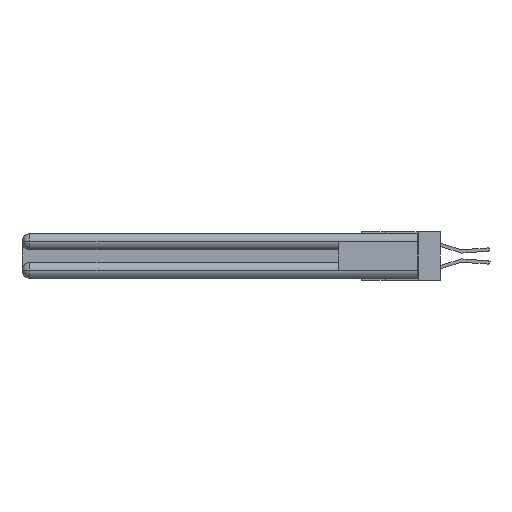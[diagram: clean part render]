
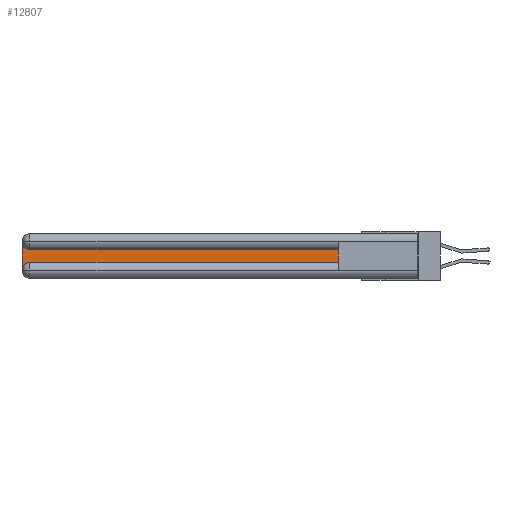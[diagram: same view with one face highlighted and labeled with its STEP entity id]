
A CAD part, left-side view. The second image highlights one B-rep face of the part: STEP entity #12807.
In plain terms, the highlighted planar face has unit normal (-1, 0, 0).
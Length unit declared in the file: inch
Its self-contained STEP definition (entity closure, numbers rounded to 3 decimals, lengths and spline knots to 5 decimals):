
#35 = LINE ( 'NONE', #12819, #16426 ) ;
#275 = AXIS2_PLACEMENT_3D ( 'NONE', #22394, #24683, #18180 ) ;
#3093 = EDGE_LOOP ( 'NONE', ( #27972, #16944, #23089, #13011, #13415, #14489 ) ) ;
#3586 = VECTOR ( 'NONE', #15453, 39.37008 ) ;
#3739 = VERTEX_POINT ( 'NONE', #24244 ) ;
#4060 = VERTEX_POINT ( 'NONE', #12983 ) ;
#6623 = LINE ( 'NONE', #15548, #3586 ) ;
#7730 = DIRECTION ( 'NONE',  ( 0., 0., -1. ) ) ;
#7732 = AXIS2_PLACEMENT_3D ( 'NONE', #23256, #21230, #8125 ) ;
#8125 = DIRECTION ( 'NONE',  ( 0., 0., -1. ) ) ;
#10084 = CIRCLE ( 'NONE', #275, 0.06 ) ;
#11057 = VECTOR ( 'NONE', #7730, 39.37008 ) ;
#12765 = DIRECTION ( 'NONE',  ( 0., 0., -1. ) ) ;
#12807 = ADVANCED_FACE ( 'NONE', ( #21037 ), #14959, .F. ) ;
#12819 = CARTESIAN_POINT ( 'NONE',  ( 0.075, 0.6, -0.1225 ) ) ;
#12983 = CARTESIAN_POINT ( 'NONE',  ( 0.075, 2.94, -0.2175 ) ) ;
#13011 = ORIENTED_EDGE ( 'NONE', *, *, #19589, .T. ) ;
#13080 = LINE ( 'NONE', #26843, #17543 ) ;
#13211 = EDGE_CURVE ( 'NONE', #3739, #20440, #24778, .T. ) ;
#13415 = ORIENTED_EDGE ( 'NONE', *, *, #23105, .T. ) ;
#14489 = ORIENTED_EDGE ( 'NONE', *, *, #26060, .T. ) ;
#14676 = CARTESIAN_POINT ( 'NONE',  ( 0.075, 3., -0.1225 ) ) ;
#14959 = PLANE ( 'NONE',  #23271 ) ;
#14965 = EDGE_CURVE ( 'NONE', #22094, #3739, #25990, .T. ) ;
#15453 = DIRECTION ( 'NONE',  ( 0., -1., 0. ) ) ;
#15548 = CARTESIAN_POINT ( 'NONE',  ( 0.075, 0.6, -0.2175 ) ) ;
#16426 = VECTOR ( 'NONE', #23547, 39.37008 ) ;
#16944 = ORIENTED_EDGE ( 'NONE', *, *, #14965, .T. ) ;
#17197 = DIRECTION ( 'NONE',  ( 1., 0., 0. ) ) ;
#17543 = VECTOR ( 'NONE', #24931, 39.37008 ) ;
#17806 = CARTESIAN_POINT ( 'NONE',  ( 0.075, 3., -0.2775 ) ) ;
#18180 = DIRECTION ( 'NONE',  ( 0., 0., -1. ) ) ;
#19589 = EDGE_CURVE ( 'NONE', #20440, #4060, #10084, .T. ) ;
#19618 = VERTEX_POINT ( 'NONE', #24789 ) ;
#20440 = VERTEX_POINT ( 'NONE', #17806 ) ;
#21037 = FACE_OUTER_BOUND ( 'NONE', #3093, .T. ) ;
#21230 = DIRECTION ( 'NONE',  ( 1., 0., 0. ) ) ;
#22094 = VERTEX_POINT ( 'NONE', #24102 ) ;
#22394 = CARTESIAN_POINT ( 'NONE',  ( 0.075, 2.94, -0.2775 ) ) ;
#23089 = ORIENTED_EDGE ( 'NONE', *, *, #13211, .T. ) ;
#23105 = EDGE_CURVE ( 'NONE', #4060, #26039, #6623, .T. ) ;
#23256 = CARTESIAN_POINT ( 'NONE',  ( 0.075, 2.94, -0.0625 ) ) ;
#23271 = AXIS2_PLACEMENT_3D ( 'NONE', #14676, #17197, #12765 ) ;
#23547 = DIRECTION ( 'NONE',  ( 0., 1., 0. ) ) ;
#24102 = CARTESIAN_POINT ( 'NONE',  ( 0.075, 2.94, -0.1225 ) ) ;
#24166 = CARTESIAN_POINT ( 'NONE',  ( 0.075, 0.6, -0.2175 ) ) ;
#24244 = CARTESIAN_POINT ( 'NONE',  ( 0.075, 3., -0.0625 ) ) ;
#24683 = DIRECTION ( 'NONE',  ( 1., 0., 0. ) ) ;
#24778 = LINE ( 'NONE', #27425, #11057 ) ;
#24789 = CARTESIAN_POINT ( 'NONE',  ( 0.075, 0.6, -0.1225 ) ) ;
#24931 = DIRECTION ( 'NONE',  ( 0., 0., 1. ) ) ;
#25990 = CIRCLE ( 'NONE', #7732, 0.06 ) ;
#26039 = VERTEX_POINT ( 'NONE', #24166 ) ;
#26060 = EDGE_CURVE ( 'NONE', #26039, #19618, #13080, .T. ) ;
#26843 = CARTESIAN_POINT ( 'NONE',  ( 0.075, 0.6, -0.2175 ) ) ;
#27425 = CARTESIAN_POINT ( 'NONE',  ( 0.075, 3., -0.2175 ) ) ;
#27972 = ORIENTED_EDGE ( 'NONE', *, *, #27974, .T. ) ;
#27974 = EDGE_CURVE ( 'NONE', #19618, #22094, #35, .T. ) ;
